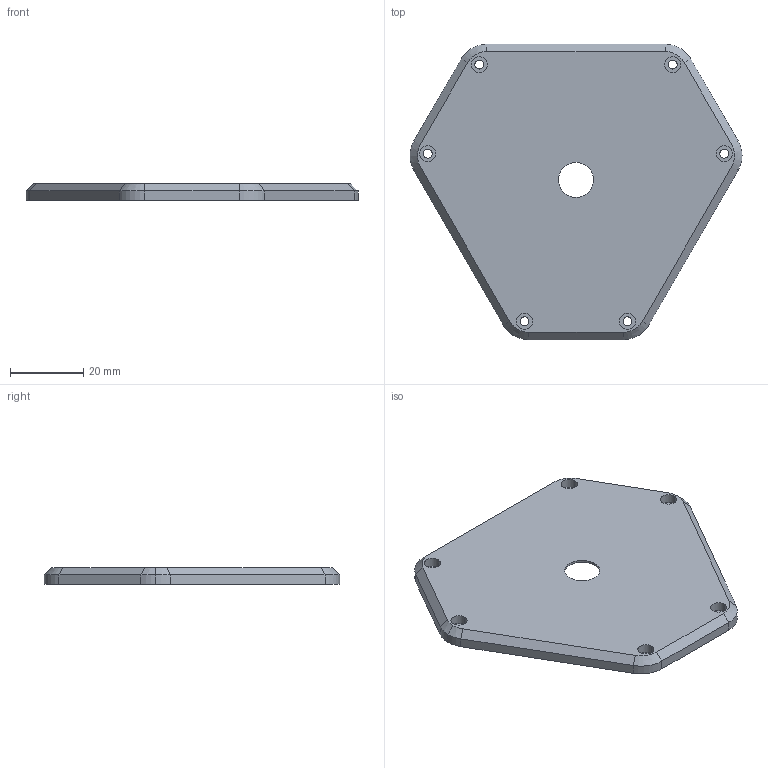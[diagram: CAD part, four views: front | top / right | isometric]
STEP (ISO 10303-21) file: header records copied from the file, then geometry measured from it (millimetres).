
FILE_DESCRIPTION (( 'STEP AP203' ), '1' );
FILE_NAME ('Top Platform Bottom Cover.STEP', '2024-07-16T19:09:55', ( '' ), ( '' ), 'SwSTEP 2.0', 'SolidWorks 2023', '' );
FILE_SCHEMA (( 'CONFIG_CONTROL_DESIGN' ));
Length unit declared in the file: inch
Products named in the file (1): Top Platform Bottom Cover
Bounding box: 90.37 x 80.41 x 4.6 mm (x, y, z)
Volume: 7595.4 mm3; surface area: 12673.9 mm2
Topology: 1 solids, 1 shells, 73 faces, 173 edges, 109 vertices
Faces by surface type: cylinder 33, plane 33, cone 7
Entity records: 2215 total; most frequent: DIRECTION 394, CARTESIAN_POINT 356, ORIENTED_EDGE 346, EDGE_CURVE 173, AXIS2_PLACEMENT_3D 147, VERTEX_POINT 109, VECTOR 100, LINE 100
